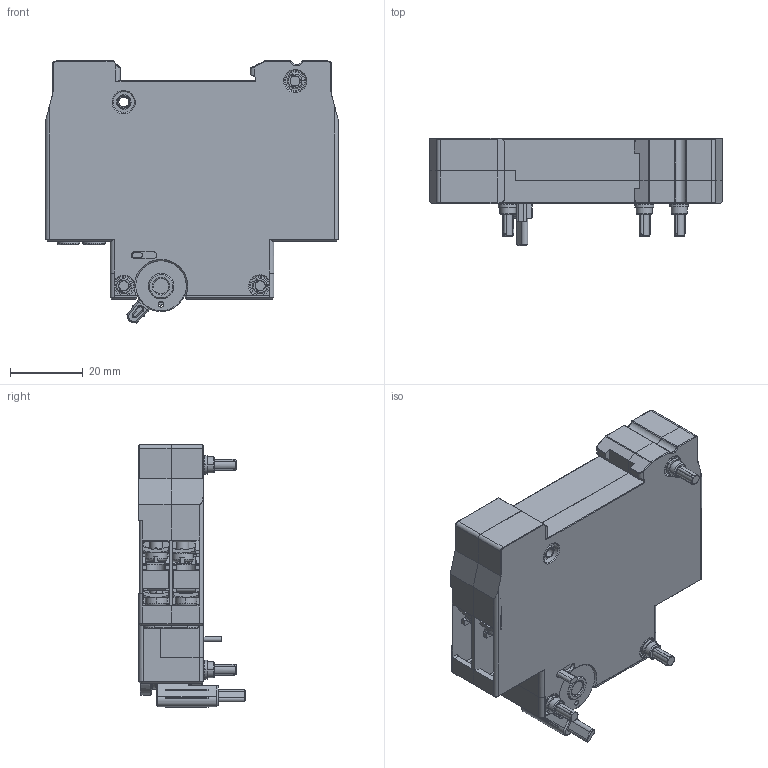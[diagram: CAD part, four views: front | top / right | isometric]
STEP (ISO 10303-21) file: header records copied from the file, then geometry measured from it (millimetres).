
FILE_DESCRIPTION((''),'2;1');
FILE_NAME('6ZTD_239_259_1-2_ASM','2024-04-16T09:00:21',('hubj'),(''),'CREO PARAMETRIC BY PTC INC, 2020044','CREO PARAMETRIC BY PTC INC, 2020044','');
FILE_SCHEMA(('CONFIG_CONTROL_DESIGN','SHAPE_APPEARANCE_LAYERS_GROUPS'));
Products named in the file (1): 6ZTD_239_259_1-2_ASM
Bounding box: 80.5 x 29.3 x 72.04 mm (x, y, z)
Surface area: 43949 mm2 (no closed solid volume)
Topology: 0 solids, 37 shells, 2256 faces, 5849 edges, 3713 vertices
Faces by surface type: plane 1210, cylinder 585, cone 171, torus 130, extrusion 80, bspline 57, sphere 23
Entity records: 87626 total; most frequent: CARTESIAN_POINT 16971, ORIENTED_EDGE 11626, DIRECTION 11191, EDGE_CURVE 5813, AXIS2_PLACEMENT_3D 3733, VECTOR 3725, VERTEX_POINT 3713, LINE 3645
